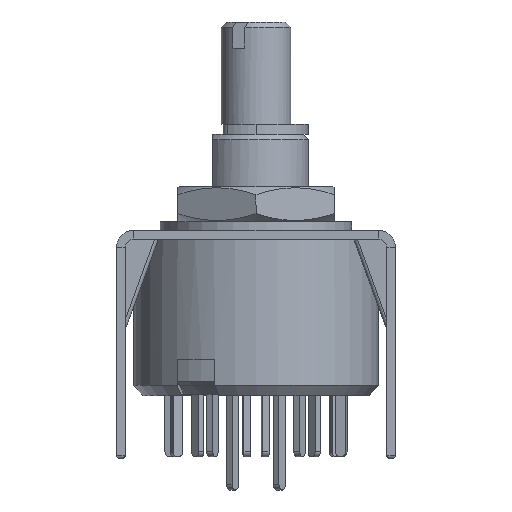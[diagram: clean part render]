
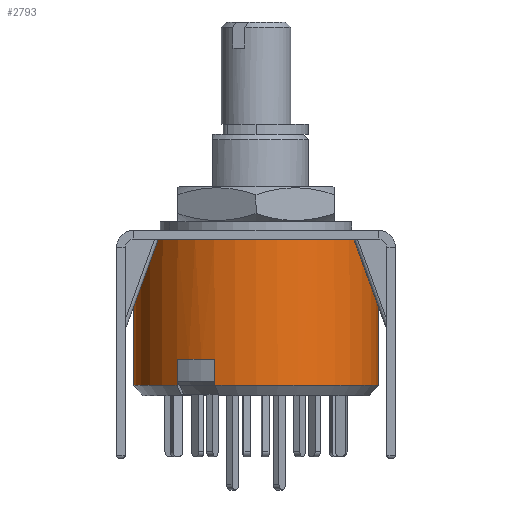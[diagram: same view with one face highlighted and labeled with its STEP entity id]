
A CAD part, front view. The second image highlights one B-rep face of the part: STEP entity #2793.
In plain terms, the highlighted cylindrical face has radius 7 mm (diameter 14 mm), a partial arc.
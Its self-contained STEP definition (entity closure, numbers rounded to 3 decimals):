
#380 = CARTESIAN_POINT ( 'NONE',  ( -4.526, -5.34, 9. ) ) ;
#479 = VERTEX_POINT ( 'NONE', #2272 ) ;
#739 = ORIENTED_EDGE ( 'NONE', *, *, #4785, .F. ) ;
#1084 = DIRECTION ( 'NONE',  ( -1., 0., 0. ) ) ;
#1514 = VERTEX_POINT ( 'NONE', #13323 ) ;
#1570 = VERTEX_POINT ( 'NONE', #6749 ) ;
#1701 = LINE ( 'NONE', #2973, #15524 ) ;
#1830 = CARTESIAN_POINT ( 'NONE',  ( 7., 0., 9. ) ) ;
#2028 = EDGE_CURVE ( 'NONE', #1570, #479, #3493, .T. ) ;
#2272 = CARTESIAN_POINT ( 'NONE',  ( -2.361, -6.59, -7.4 ) ) ;
#2417 = VERTEX_POINT ( 'NONE', #17276 ) ;
#2793 = ADVANCED_FACE ( 'NONE', ( #5370 ), #6194, .T. ) ;
#2973 = CARTESIAN_POINT ( 'NONE',  ( -7., 0., 9. ) ) ;
#2974 = DIRECTION ( 'NONE',  ( 0., 0., -1. ) ) ;
#3260 = DIRECTION ( 'NONE',  ( 0., 0., -1. ) ) ;
#3276 = EDGE_CURVE ( 'NONE', #13783, #1570, #12467, .T. ) ;
#3480 = ORIENTED_EDGE ( 'NONE', *, *, #2028, .T. ) ;
#3493 = LINE ( 'NONE', #13344, #17406 ) ;
#3688 = DIRECTION ( 'NONE',  ( 0., 0., -1. ) ) ;
#3910 = VERTEX_POINT ( 'NONE', #12376 ) ;
#4321 = CARTESIAN_POINT ( 'NONE',  ( -4.526, -5.34, -5.9 ) ) ;
#4785 = EDGE_CURVE ( 'NONE', #3910, #479, #16477, .T. ) ;
#4864 = CARTESIAN_POINT ( 'NONE',  ( 0., 0., -7.4 ) ) ;
#4966 = CIRCLE ( 'NONE', #9945, 7. ) ;
#5370 = FACE_OUTER_BOUND ( 'NONE', #14449, .T. ) ;
#5395 = EDGE_CURVE ( 'NONE', #1514, #3910, #11548, .T. ) ;
#6194 = CYLINDRICAL_SURFACE ( 'NONE', #8845, 7. ) ;
#6218 = ORIENTED_EDGE ( 'NONE', *, *, #8799, .T. ) ;
#6689 = VERTEX_POINT ( 'NONE', #10382 ) ;
#6749 = CARTESIAN_POINT ( 'NONE',  ( -2.361, -6.59, -5.9 ) ) ;
#7293 = AXIS2_PLACEMENT_3D ( 'NONE', #11873, #7590, #1084 ) ;
#7496 = DIRECTION ( 'NONE',  ( 1., 0., 0. ) ) ;
#7571 = CARTESIAN_POINT ( 'NONE',  ( 0., 0., -7.4 ) ) ;
#7590 = DIRECTION ( 'NONE',  ( 0., 0., 1. ) ) ;
#7977 = AXIS2_PLACEMENT_3D ( 'NONE', #4864, #8714, #7496 ) ;
#8109 = ORIENTED_EDGE ( 'NONE', *, *, #5395, .F. ) ;
#8273 = DIRECTION ( 'NONE',  ( 0., 0., 1. ) ) ;
#8714 = DIRECTION ( 'NONE',  ( 0., 0., -1. ) ) ;
#8718 = DIRECTION ( 'NONE',  ( 0., 0., -1. ) ) ;
#8799 = EDGE_CURVE ( 'NONE', #6689, #12823, #1701, .T. ) ;
#8845 = AXIS2_PLACEMENT_3D ( 'NONE', #11719, #3688, #15803 ) ;
#8870 = AXIS2_PLACEMENT_3D ( 'NONE', #7571, #14224, #11396 ) ;
#9945 = AXIS2_PLACEMENT_3D ( 'NONE', #16738, #3260, #15122 ) ;
#10207 = DIRECTION ( 'NONE',  ( 0., 0., -1. ) ) ;
#10382 = CARTESIAN_POINT ( 'NONE',  ( -7., 0., 0.95 ) ) ;
#11396 = DIRECTION ( 'NONE',  ( 1., 0., 0. ) ) ;
#11470 = VECTOR ( 'NONE', #8273, 1000. ) ;
#11548 = LINE ( 'NONE', #1830, #16444 ) ;
#11719 = CARTESIAN_POINT ( 'NONE',  ( 0., 0., 9. ) ) ;
#11791 = EDGE_CURVE ( 'NONE', #2417, #13783, #13359, .T. ) ;
#11849 = EDGE_CURVE ( 'NONE', #1514, #6689, #4966, .T. ) ;
#11873 = CARTESIAN_POINT ( 'NONE',  ( 0., 0., -5.9 ) ) ;
#12376 = CARTESIAN_POINT ( 'NONE',  ( 7., 0., -7.4 ) ) ;
#12467 = CIRCLE ( 'NONE', #7293, 7. ) ;
#12823 = VERTEX_POINT ( 'NONE', #15708 ) ;
#13323 = CARTESIAN_POINT ( 'NONE',  ( 7., 0., 0.95 ) ) ;
#13344 = CARTESIAN_POINT ( 'NONE',  ( -2.361, -6.59, 9. ) ) ;
#13359 = LINE ( 'NONE', #380, #11470 ) ;
#13662 = CIRCLE ( 'NONE', #7977, 7. ) ;
#13783 = VERTEX_POINT ( 'NONE', #4321 ) ;
#14224 = DIRECTION ( 'NONE',  ( 0., 0., -1. ) ) ;
#14449 = EDGE_LOOP ( 'NONE', ( #8109, #16927, #6218, #15935, #15742, #15921, #3480, #739 ) ) ;
#15122 = DIRECTION ( 'NONE',  ( -1., 0., 0. ) ) ;
#15524 = VECTOR ( 'NONE', #10207, 1000. ) ;
#15708 = CARTESIAN_POINT ( 'NONE',  ( -7., 0., -7.4 ) ) ;
#15742 = ORIENTED_EDGE ( 'NONE', *, *, #11791, .T. ) ;
#15803 = DIRECTION ( 'NONE',  ( -1., 0., 0. ) ) ;
#15921 = ORIENTED_EDGE ( 'NONE', *, *, #3276, .T. ) ;
#15935 = ORIENTED_EDGE ( 'NONE', *, *, #16370, .F. ) ;
#16370 = EDGE_CURVE ( 'NONE', #2417, #12823, #13662, .T. ) ;
#16444 = VECTOR ( 'NONE', #8718, 1000. ) ;
#16477 = CIRCLE ( 'NONE', #8870, 7. ) ;
#16738 = CARTESIAN_POINT ( 'NONE',  ( 0., 0., 0.95 ) ) ;
#16927 = ORIENTED_EDGE ( 'NONE', *, *, #11849, .T. ) ;
#17276 = CARTESIAN_POINT ( 'NONE',  ( -4.526, -5.34, -7.4 ) ) ;
#17406 = VECTOR ( 'NONE', #2974, 1000. ) ;
